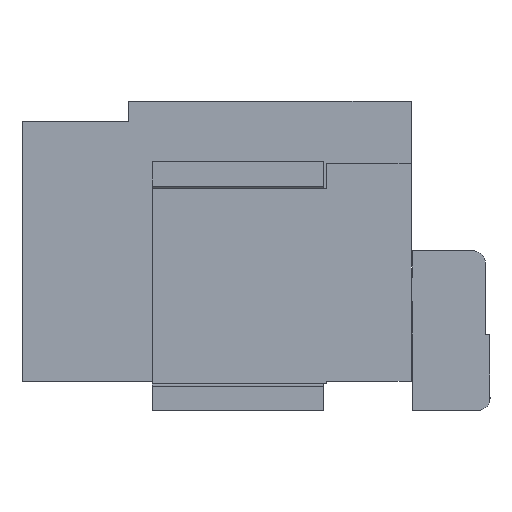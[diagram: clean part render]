
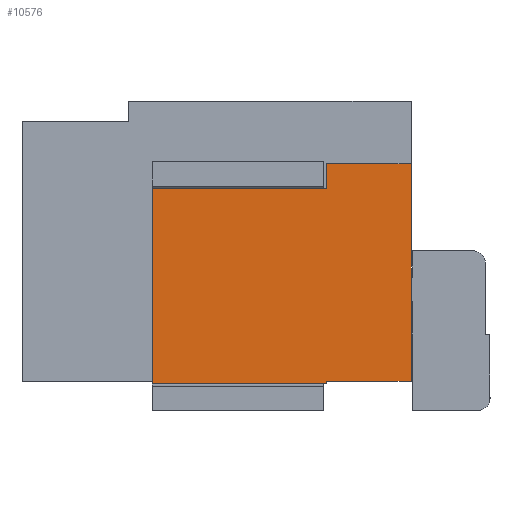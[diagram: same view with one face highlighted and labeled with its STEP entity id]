
A CAD part, left-side view. The second image highlights one B-rep face of the part: STEP entity #10576.
In plain terms, the highlighted planar face has unit normal (-1, 0, 0).
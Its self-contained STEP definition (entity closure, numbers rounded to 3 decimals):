
#2548=ORIENTED_EDGE('',*,*,#3696,.F.);
#2549=ORIENTED_EDGE('',*,*,#4578,.F.);
#2550=ORIENTED_EDGE('',*,*,#4579,.T.);
#2551=ORIENTED_EDGE('',*,*,#4580,.F.);
#2552=ORIENTED_EDGE('',*,*,#4581,.F.);
#2553=ORIENTED_EDGE('',*,*,#4582,.T.);
#2554=ORIENTED_EDGE('',*,*,#4583,.T.);
#2555=ORIENTED_EDGE('',*,*,#3717,.T.);
#3696=EDGE_CURVE('',#5182,#5183,#6189,.T.);
#3717=EDGE_CURVE('',#5200,#5183,#6210,.T.);
#4578=EDGE_CURVE('',#5732,#5182,#7007,.T.);
#4579=EDGE_CURVE('',#5732,#5733,#7008,.T.);
#4580=EDGE_CURVE('',#5734,#5733,#7009,.T.);
#4581=EDGE_CURVE('',#5735,#5734,#7010,.T.);
#4582=EDGE_CURVE('',#5735,#5736,#7011,.T.);
#4583=EDGE_CURVE('',#5736,#5200,#7012,.T.);
#5182=VERTEX_POINT('',#18385);
#5183=VERTEX_POINT('',#18387);
#5200=VERTEX_POINT('',#18426);
#5732=VERTEX_POINT('',#20176);
#5733=VERTEX_POINT('',#20180);
#5734=VERTEX_POINT('',#20182);
#5735=VERTEX_POINT('',#20184);
#5736=VERTEX_POINT('',#20186);
#6189=LINE('',#18386,#7350);
#6210=LINE('',#18425,#7371);
#7007=LINE('',#20177,#8168);
#7008=LINE('',#20179,#8169);
#7009=LINE('',#20181,#8170);
#7010=LINE('',#20183,#8171);
#7011=LINE('',#20185,#8172);
#7012=LINE('',#20187,#8173);
#7350=VECTOR('',#15813,1000.);
#7371=VECTOR('',#15836,1000.);
#8168=VECTOR('',#17477,1000.);
#8169=VECTOR('',#17480,1000.);
#8170=VECTOR('',#17481,1000.);
#8171=VECTOR('',#17482,1000.);
#8172=VECTOR('',#17483,1000.);
#8173=VECTOR('',#17484,1000.);
#8775=EDGE_LOOP('',(#2548,#2549,#2550,#2551,#2552,#2553,#2554,#2555));
#9430=FACE_BOUND('',#8775,.T.);
#10013=PLANE('',#15360);
#10576=ADVANCED_FACE('',(#9430),#10013,.T.);
#15360=AXIS2_PLACEMENT_3D('',#20178,#17478,#17479);
#15813=DIRECTION('',(0.,0.,-1.));
#15836=DIRECTION('',(0.,-1.,0.));
#17477=DIRECTION('',(0.,-1.,0.));
#17478=DIRECTION('',(-1.,0.,0.));
#17479=DIRECTION('',(0.,0.,1.));
#17480=DIRECTION('',(0.,0.,-1.));
#17481=DIRECTION('',(0.,-1.,0.));
#17482=DIRECTION('',(0.,0.,1.));
#17483=DIRECTION('',(0.,-1.,0.));
#17484=DIRECTION('',(0.,0.,1.));
#18385=CARTESIAN_POINT('',(-12.664,0.457,2.823));
#18386=CARTESIAN_POINT('',(-12.664,0.457,2.823));
#18387=CARTESIAN_POINT('',(-12.664,0.457,0.334));
#18425=CARTESIAN_POINT('',(-12.664,1.422,0.334));
#18426=CARTESIAN_POINT('',(-12.664,1.422,0.334));
#20176=CARTESIAN_POINT('',(-12.664,1.422,2.823));
#20177=CARTESIAN_POINT('',(-12.664,1.422,2.823));
#20178=CARTESIAN_POINT('',(-12.664,1.422,2.823));
#20179=CARTESIAN_POINT('',(-12.664,1.422,2.823));
#20180=CARTESIAN_POINT('',(-12.664,1.422,2.54));
#20181=CARTESIAN_POINT('',(-12.664,3.416,2.54));
#20182=CARTESIAN_POINT('',(-12.664,3.416,2.54));
#20183=CARTESIAN_POINT('',(-12.664,3.416,2.54));
#20184=CARTESIAN_POINT('',(-12.664,3.416,0.305));
#20185=CARTESIAN_POINT('',(-12.664,3.416,0.305));
#20186=CARTESIAN_POINT('',(-12.664,1.422,0.305));
#20187=CARTESIAN_POINT('',(-12.664,1.422,2.54));
